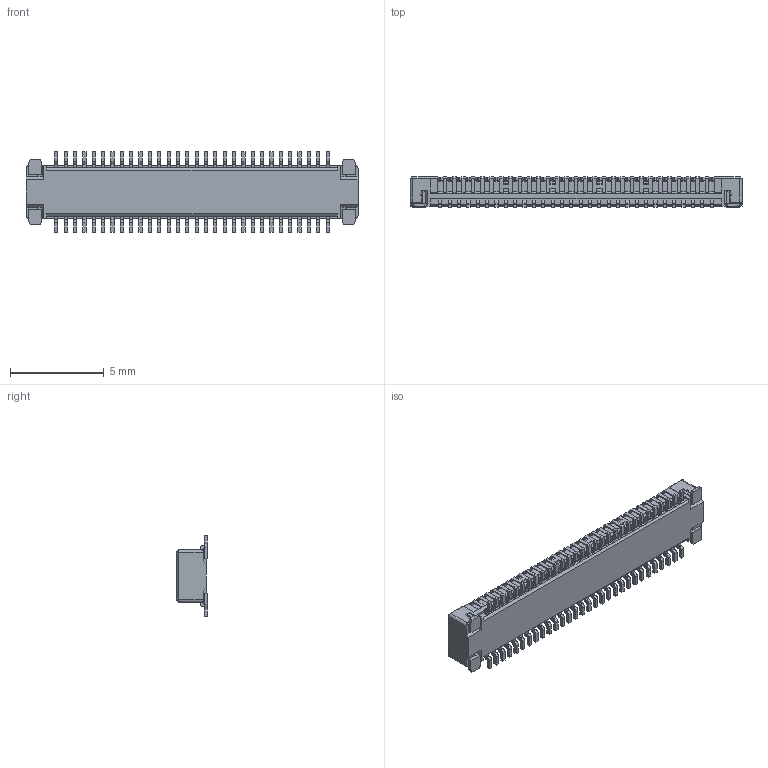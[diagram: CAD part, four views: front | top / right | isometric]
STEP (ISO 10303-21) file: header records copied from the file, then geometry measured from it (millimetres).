
FILE_DESCRIPTION((''),'2;1');
FILE_NAME('556500688','2009-09-23T',('pnb'),(''),'PRO/ENGINEER BY PARAMETRIC TECHNOLOGY CORPORATION, 2003451','PRO/ENGINEER BY PARAMETRIC TECHNOLOGY CORPORATION, 2003451','');
FILE_SCHEMA(('CONFIG_CONTROL_DESIGN'));
Length unit declared in the file: millimetre
Products named in the file (1): 556500688
Bounding box: 17.75 x 1.65 x 4.3 mm (x, y, z)
Volume: 45.5 mm3; surface area: 264.9 mm2
Topology: 1 solids, 1 shells, 1882 faces, 5564 edges, 3744 vertices
Faces by surface type: plane 1678, cylinder 196, cone 8
Entity records: 61357 total; most frequent: CARTESIAN_POINT 10941, ORIENTED_EDGE 10608, DIRECTION 9730, EDGE_CURVE 5304, VECTOR 5156, LINE 5156, VERTEX_POINT 3484, AXIS2_PLACEMENT_3D 2287
